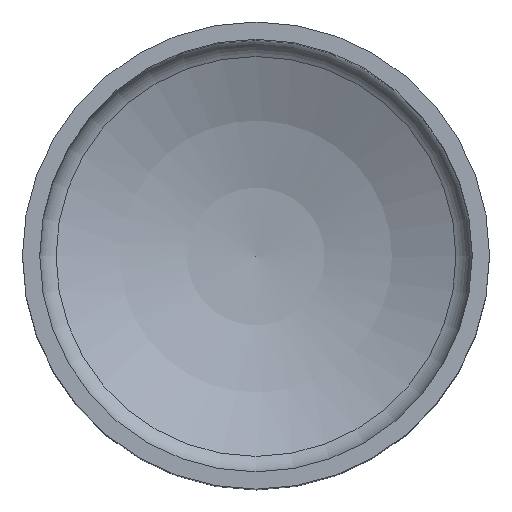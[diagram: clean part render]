
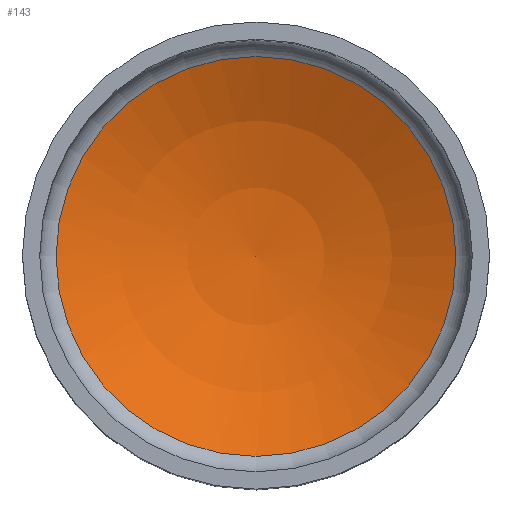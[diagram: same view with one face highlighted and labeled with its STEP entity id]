
A CAD part, top view. The second image highlights one B-rep face of the part: STEP entity #143.
In plain terms, the highlighted spherical face has radius 52 mm.
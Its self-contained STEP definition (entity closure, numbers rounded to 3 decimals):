
#29=SPHERICAL_SURFACE('',#173,52.);
#34=ORIENTED_EDGE('',*,*,#58,.F.);
#58=EDGE_CURVE('',#70,#70,#82,.T.);
#70=VERTEX_POINT('',#257);
#82=CIRCLE('',#174,23.111);
#94=EDGE_LOOP('',(#34));
#118=FACE_BOUND('',#94,.T.);
#143=ADVANCED_FACE('',(#118),#29,.F.);
#173=AXIS2_PLACEMENT_3D('',#255,#206,#207);
#174=AXIS2_PLACEMENT_3D('',#256,#208,#209);
#206=DIRECTION('',(0.,0.,-1.));
#207=DIRECTION('',(-1.,0.,0.));
#208=DIRECTION('',(0.,0.,-1.));
#209=DIRECTION('',(-1.,0.,0.));
#255=CARTESIAN_POINT('',(0.,0.,46.73));
#256=CARTESIAN_POINT('',(0.,0.,0.148));
#257=CARTESIAN_POINT('',(-23.111,0.,0.148));
